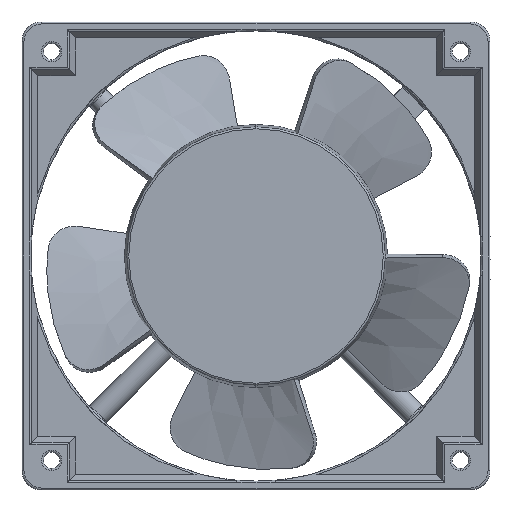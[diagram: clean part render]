
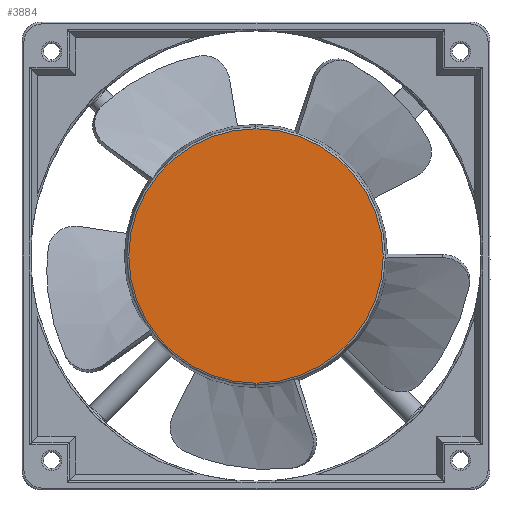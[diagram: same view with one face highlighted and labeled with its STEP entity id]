
A CAD part, front view. The second image highlights one B-rep face of the part: STEP entity #3884.
In plain terms, the highlighted planar face has unit normal (0, -1, 0).
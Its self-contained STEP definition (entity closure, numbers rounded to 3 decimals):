
#939 = CARTESIAN_POINT ( 'NONE',  ( 0., -16.25, -32.617 ) ) ;
#1006 = CARTESIAN_POINT ( 'NONE',  ( 0., -16.25, 32.617 ) ) ;
#1102 = DIRECTION ( 'NONE',  ( 0., 0., 1. ) ) ;
#1126 = CARTESIAN_POINT ( 'NONE',  ( 0., -16.25, 0. ) ) ;
#1127 = DIRECTION ( 'NONE',  ( 0., -1., 0. ) ) ;
#1170 = CIRCLE ( 'NONE', #7328, 32.617 ) ;
#2621 = EDGE_CURVE ( 'NONE', #6131, #6113, #9563, .T. ) ;
#3884 = ADVANCED_FACE ( 'NONE', ( #18260 ), #17106, .F. ) ;
#6113 = VERTEX_POINT ( 'NONE', #939 ) ;
#6131 = VERTEX_POINT ( 'NONE', #1006 ) ;
#6289 = EDGE_LOOP ( 'NONE', ( #20251, #20252 ) ) ;
#7328 = AXIS2_PLACEMENT_3D ( 'NONE', #1126, #1127, #1102 ) ;
#7476 = EDGE_CURVE ( 'NONE', #6113, #6131, #1170, .T. ) ;
#7741 = AXIS2_PLACEMENT_3D ( 'NONE', #10271, #10267, #10292 ) ;
#8047 = AXIS2_PLACEMENT_3D ( 'NONE', #17080, #17102, #17094 ) ;
#9563 = CIRCLE ( 'NONE', #7741, 32.617 ) ;
#10267 = DIRECTION ( 'NONE',  ( 0., -1., 0. ) ) ;
#10271 = CARTESIAN_POINT ( 'NONE',  ( 0., -16.25, 0. ) ) ;
#10292 = DIRECTION ( 'NONE',  ( 0., 0., 1. ) ) ;
#17080 = CARTESIAN_POINT ( 'NONE',  ( 0., -16.25, 0. ) ) ;
#17094 = DIRECTION ( 'NONE',  ( 0., 0., 1. ) ) ;
#17102 = DIRECTION ( 'NONE',  ( 0., 1., 0. ) ) ;
#17106 = PLANE ( 'NONE',  #8047 ) ;
#18260 = FACE_OUTER_BOUND ( 'NONE', #6289, .T. ) ;
#20251 = ORIENTED_EDGE ( 'NONE', *, *, #2621, .T. ) ;
#20252 = ORIENTED_EDGE ( 'NONE', *, *, #7476, .T. ) ;
